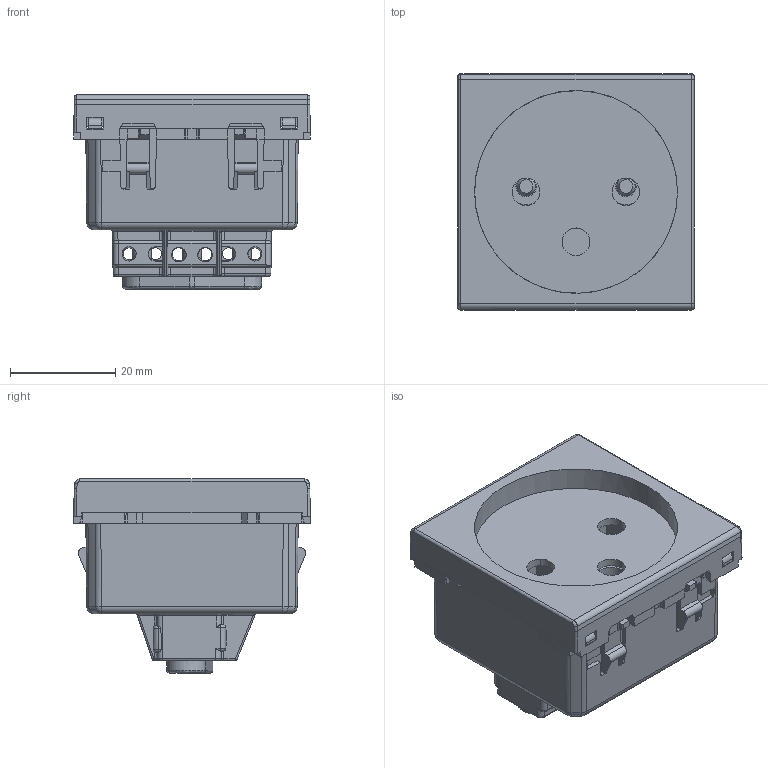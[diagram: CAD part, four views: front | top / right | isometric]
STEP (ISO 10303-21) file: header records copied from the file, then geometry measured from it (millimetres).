
FILE_DESCRIPTION(('CATIA V5 STEP Exchange','CAx-IF Rec.Pracs.--- Model Styling and Organization---1.4--- 2014-01-23'),'2;1');
FILE_NAME ('325144-1_2', '2019-10-17T09:16:58+00:00', ('none'), ('Weidmueller'), 'CATIA Version 5-6 Release 2016 SP3 HF44', 'CATIA V5 STEP AP214', 'none');
FILE_SCHEMA(('AUTOMOTIVE_DESIGN { 1 0 10303 214 1 1 1 1 }'));
Length unit declared in the file: millimetre
Products named in the file (1): 2531060000
Bounding box: 45 x 45 x 36.94 mm (x, y, z)
Volume: 35378.4 mm3; surface area: 17705.8 mm2
Topology: 5 solids, 5 shells, 784 faces, 2151 edges, 1352 vertices
Faces by surface type: plane 383, cylinder 195, bspline 68, cone 58, sphere 28, torus 28, extrusion 24
Entity records: 28590 total; most frequent: CARTESIAN_POINT 10742, ORIENTED_EDGE 4248, DIRECTION 2692, EDGE_CURVE 2124, VERTEX_POINT 1352, VECTOR 1282, LINE 1258, AXIS2_PLACEMENT_3D 854
